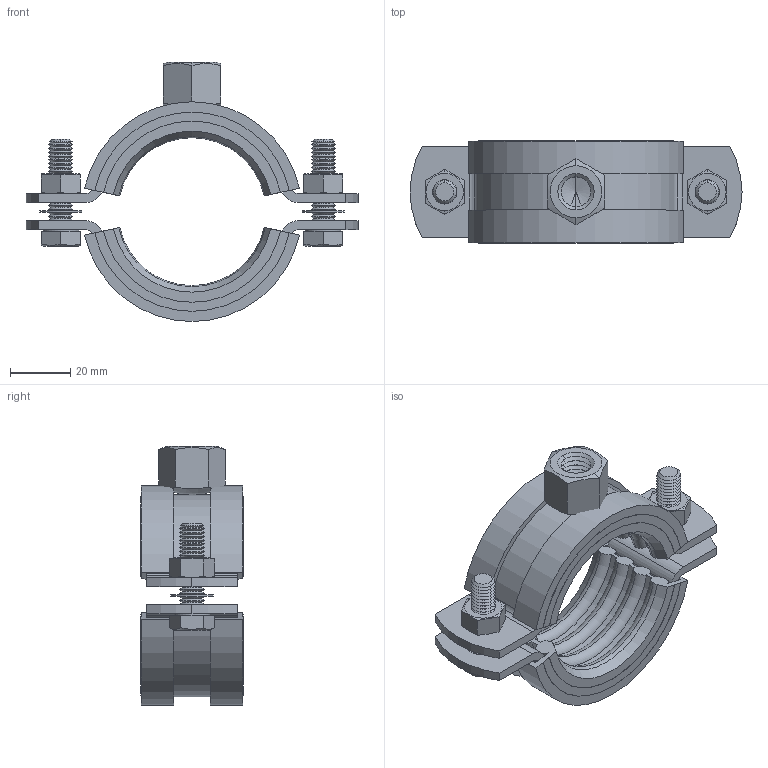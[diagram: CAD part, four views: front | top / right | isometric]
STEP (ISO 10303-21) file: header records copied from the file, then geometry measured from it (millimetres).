
FILE_DESCRIPTION((''),'2;1');
FILE_NAME('39152.stp','2007-07-26T08:27:58',(''),(''),'Mechanical Desktop.R8.0.24.0','Mechanical Desktop.R8.0.24.0',', , ');
FILE_SCHEMA(('CONFIG_CONTROL_DESIGN'));
Length unit declared in the file: millimetre
Products named in the file (25): 39152; SCHELLENGEWINDETEIL MIT PLATEAU; PART1; SCHELLENTEIL MIT PLATEAU; ~PART1; UVS14X7X0,5; TEIL1; MUTTER8; MUTTER8$0$LAYER; MUTTER8$0$AVE_RENDER; MUTTER8$0$AVE_GLOBAL; MUTTER8$0$RM_SDB; DIN 933 M8X30; 8X30$0$AVE_RENDER; 8X30$0$AVE_GLOBAL; 8X30$0$RM_SDB; HUTMUTTER12; 09-474; ~TEIL1; STREIFENGELB; GELB$0$AVE_RENDER; GELB$0$AVE_GLOBAL; GELB$0$RM_SDB; RM_SDB; LAYER
Assembly tree (55 placements, depth 3):
  39152
    SCHELLENGEWINDETEIL MIT PLATEAU
      PART1
    SCHELLENTEIL MIT PLATEAU
      ~PART1
    UVS14X7X0,5  x2
      TEIL1
    MUTTER8  x2
      MUTTER8$0$LAYER
      MUTTER8$0$AVE_RENDER
      MUTTER8$0$AVE_GLOBAL
      MUTTER8$0$RM_SDB
    DIN 933 M8X30  x2
      8X30$0$AVE_RENDER
      8X30$0$AVE_GLOBAL
      8X30$0$RM_SDB
    HUTMUTTER12
    09-474  x2
      ~TEIL1
    STREIFENGELB  x4
      GELB$0$AVE_RENDER
      GELB$0$AVE_GLOBAL
      GELB$0$RM_SDB
    RM_SDB  x4
    LAYER
Bounding box: 110 x 33.8 x 85.83 mm (x, y, z)
Volume: 62806.3 mm3; surface area: 52977.1 mm2
Topology: 15 solids, 15 shells, 451 faces, 1024 edges, 604 vertices
Faces by surface type: cone 232, plane 95, cylinder 90, torus 32, bspline 2
Entity records: 8297 total; most frequent: DIRECTION 1550, CARTESIAN_POINT 1413, ORIENTED_EDGE 1238, AXIS2_PLACEMENT_3D 632, EDGE_CURVE 619, VERTEX_POINT 369, CIRCLE 309, VECTOR 286
